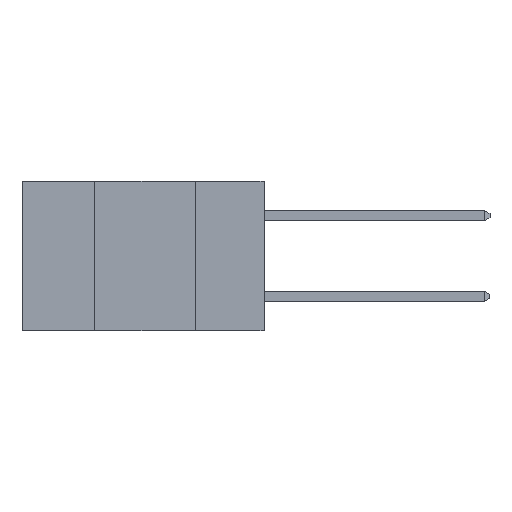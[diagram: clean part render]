
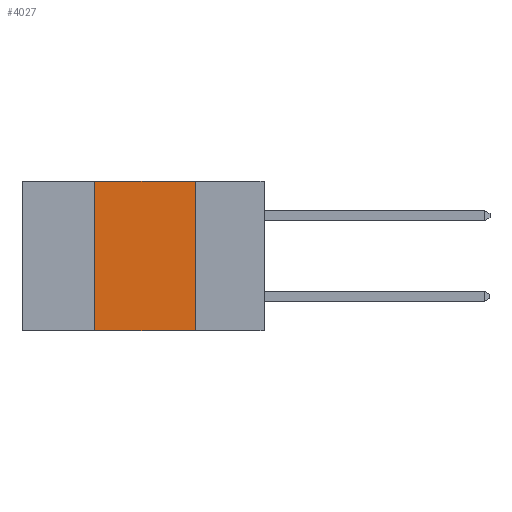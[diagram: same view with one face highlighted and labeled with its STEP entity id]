
A CAD part, left-side view. The second image highlights one B-rep face of the part: STEP entity #4027.
In plain terms, the highlighted planar face has unit normal (-1, 0, 0).
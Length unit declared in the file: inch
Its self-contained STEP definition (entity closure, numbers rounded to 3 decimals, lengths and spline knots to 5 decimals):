
#148 = ORIENTED_EDGE ( 'NONE', *, *, #5400, .F. ) ;
#564 = ORIENTED_EDGE ( 'NONE', *, *, #9107, .T. ) ;
#995 = EDGE_CURVE ( 'NONE', #4613, #3101, #7686, .T. ) ;
#1230 = CARTESIAN_POINT ( 'NONE',  ( 0., 0.42, -0.37 ) ) ;
#1252 = PLANE ( 'NONE',  #4525 ) ;
#1414 = LINE ( 'NONE', #4823, #7155 ) ;
#1502 = DIRECTION ( 'NONE',  ( 0., -1., 0. ) ) ;
#1664 = EDGE_LOOP ( 'NONE', ( #5461, #11333, #148, #564 ) ) ;
#2141 = DIRECTION ( 'NONE',  ( 1., 0., 0. ) ) ;
#2346 = EDGE_CURVE ( 'NONE', #4591, #4613, #7631, .T. ) ;
#2367 = CARTESIAN_POINT ( 'NONE',  ( 0., 0.6, -0.37 ) ) ;
#2422 = CARTESIAN_POINT ( 'NONE',  ( 0., 0.17, -0.37 ) ) ;
#2634 = VECTOR ( 'NONE', #10402, 39.37008 ) ;
#2987 = VECTOR ( 'NONE', #1502, 39.37008 ) ;
#3101 = VERTEX_POINT ( 'NONE', #11157 ) ;
#3330 = LINE ( 'NONE', #2367, #2987 ) ;
#4027 = ADVANCED_FACE ( 'NONE', ( #8369 ), #1252, .F. ) ;
#4064 = DIRECTION ( 'NONE',  ( 0., 0., 1. ) ) ;
#4525 = AXIS2_PLACEMENT_3D ( 'NONE', #9138, #2141, #7385 ) ;
#4591 = VERTEX_POINT ( 'NONE', #8481 ) ;
#4613 = VERTEX_POINT ( 'NONE', #6792 ) ;
#4823 = CARTESIAN_POINT ( 'NONE',  ( 0., 0.42, -0.37 ) ) ;
#4881 = VERTEX_POINT ( 'NONE', #1230 ) ;
#5058 = VECTOR ( 'NONE', #9377, 39.37008 ) ;
#5400 = EDGE_CURVE ( 'NONE', #4881, #4591, #1414, .T. ) ;
#5461 = ORIENTED_EDGE ( 'NONE', *, *, #995, .F. ) ;
#6792 = CARTESIAN_POINT ( 'NONE',  ( 0., 0.17, 0. ) ) ;
#7155 = VECTOR ( 'NONE', #4064, 39.37008 ) ;
#7385 = DIRECTION ( 'NONE',  ( 0., 0., -1. ) ) ;
#7631 = LINE ( 'NONE', #10288, #2634 ) ;
#7686 = LINE ( 'NONE', #2422, #5058 ) ;
#8369 = FACE_OUTER_BOUND ( 'NONE', #1664, .T. ) ;
#8481 = CARTESIAN_POINT ( 'NONE',  ( 0., 0.42, 0. ) ) ;
#9107 = EDGE_CURVE ( 'NONE', #4881, #3101, #3330, .T. ) ;
#9138 = CARTESIAN_POINT ( 'NONE',  ( 0., 0.6, 0. ) ) ;
#9377 = DIRECTION ( 'NONE',  ( 0., 0., -1. ) ) ;
#10288 = CARTESIAN_POINT ( 'NONE',  ( 0., 0.6, 0. ) ) ;
#10402 = DIRECTION ( 'NONE',  ( 0., -1., 0. ) ) ;
#11157 = CARTESIAN_POINT ( 'NONE',  ( 0., 0.17, -0.37 ) ) ;
#11333 = ORIENTED_EDGE ( 'NONE', *, *, #2346, .F. ) ;
